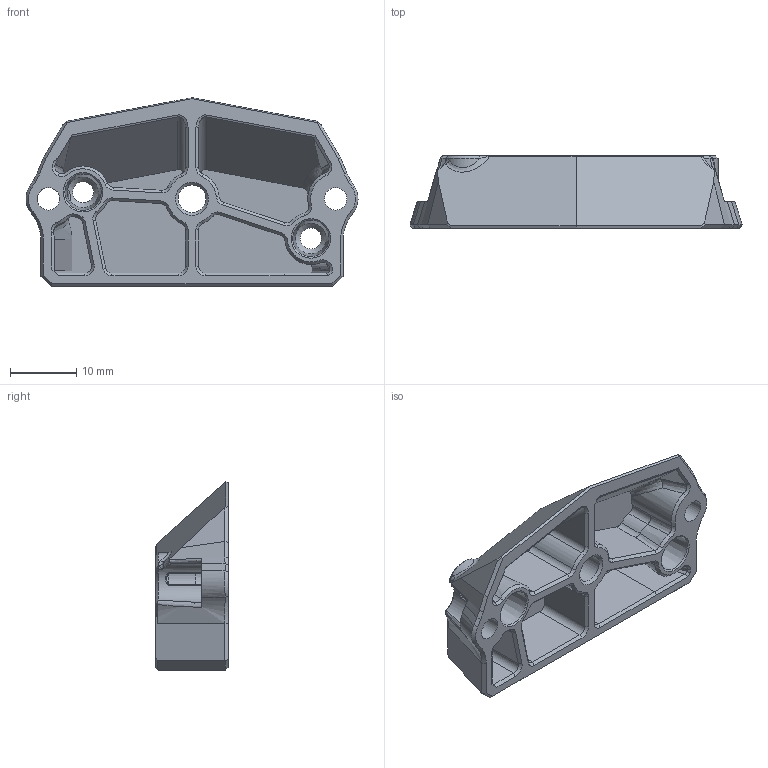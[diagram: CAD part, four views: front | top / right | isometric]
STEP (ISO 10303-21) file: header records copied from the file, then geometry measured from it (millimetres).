
FILE_DESCRIPTION(/* description */ ('STEP AP242','CAx-IF Rec.Pracs.---Representation and Presentation of Product Manufacturing Information (PMI)---4.0---2014-10-13','CAx-IF Rec.Pracs.---3D Tessellated Geometry---0.4---2014-09-14','2;1'),/* implementation_level */ '2;1');
FILE_NAME(/* name */ '63bbdd1a2446b52603920616',/* time_stamp */ '2023-01-09T09:23:40+00:00',/* author */ (''),/* organization */ (''),/* preprocessor_version */ 'ST-DEVELOPER v18.102',/* originating_system */ ' ',/* authorisation */ ' ');
FILE_SCHEMA (('AP242_MANAGED_MODEL_BASED_3D_ENGINEERING_MIM_LF { 1 0 10303 442 1 1 4 }'));
Length unit declared in the file: metre
Products named in the file (1): Orbiter_V1.5_adapter
Bounding box: 50.28 x 11 x 28.56 mm (x, y, z)
Volume: 5201.8 mm3; surface area: 5502.1 mm2
Topology: 1 solids, 1 shells, 490 faces, 1320 edges, 849 vertices
Faces by surface type: plane 248, bspline 149, cylinder 49, cone 44
Full cylindrical faces by diameter (mm): 3.2 x2, 3.4 x2, 4.2 x1, 4.7 x1
Entity records: 16424 total; most frequent: CARTESIAN_POINT 5394, ORIENTED_EDGE 2594, DIRECTION 1718, EDGE_CURVE 1297, VERTEX_POINT 843, LINE 744, VECTOR 744, EDGE_LOOP 536
